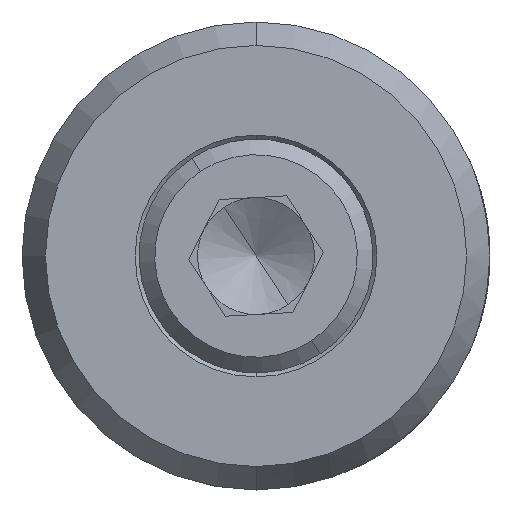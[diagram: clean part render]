
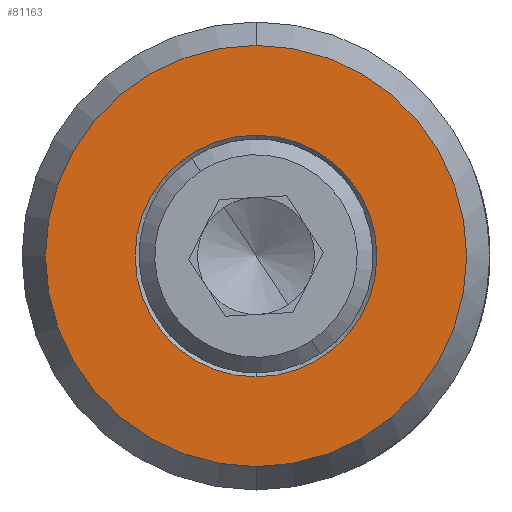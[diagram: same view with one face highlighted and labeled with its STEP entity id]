
A CAD part, front view. The second image highlights one B-rep face of the part: STEP entity #81163.
In plain terms, the highlighted planar face has unit normal (0, -1, 0).
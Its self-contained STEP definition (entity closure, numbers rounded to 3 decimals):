
#1101 = EDGE_LOOP ( 'NONE', ( #13941, #95686 ) ) ;
#7585 = EDGE_LOOP ( 'NONE', ( #22556, #75957 ) ) ;
#11291 = DIRECTION ( 'NONE',  ( 0., 1., 0. ) ) ;
#11755 = PLANE ( 'NONE',  #98612 ) ;
#13941 = ORIENTED_EDGE ( 'NONE', *, *, #55755, .T. ) ;
#14921 = CIRCLE ( 'NONE', #20431, 2.7 ) ;
#16118 = CARTESIAN_POINT ( 'NONE',  ( 0., 0., 0. ) ) ;
#16665 = CARTESIAN_POINT ( 'NONE',  ( 0., 0., 1.55 ) ) ;
#20431 = AXIS2_PLACEMENT_3D ( 'NONE', #46839, #57143, #55434 ) ;
#22556 = ORIENTED_EDGE ( 'NONE', *, *, #61790, .T. ) ;
#27109 = CARTESIAN_POINT ( 'NONE',  ( 0., 0., -1.55 ) ) ;
#31343 = DIRECTION ( 'NONE',  ( 0., -1., 0. ) ) ;
#34775 = CIRCLE ( 'NONE', #89657, 2.7 ) ;
#37017 = FACE_OUTER_BOUND ( 'NONE', #1101, .T. ) ;
#38133 = DIRECTION ( 'NONE',  ( 0., 1., 0. ) ) ;
#38952 = CIRCLE ( 'NONE', #104771, 1.55 ) ;
#41780 = CIRCLE ( 'NONE', #52778, 1.55 ) ;
#41850 = VERTEX_POINT ( 'NONE', #27109 ) ;
#46839 = CARTESIAN_POINT ( 'NONE',  ( 0., 0., 0. ) ) ;
#49365 = VERTEX_POINT ( 'NONE', #16665 ) ;
#50268 = EDGE_CURVE ( 'NONE', #49365, #41850, #41780, .T. ) ;
#51109 = DIRECTION ( 'NONE',  ( 0., 1., 0. ) ) ;
#52778 = AXIS2_PLACEMENT_3D ( 'NONE', #16118, #51109, #61962 ) ;
#53971 = CARTESIAN_POINT ( 'NONE',  ( 0., 0., -2.7 ) ) ;
#55434 = DIRECTION ( 'NONE',  ( 0., 0., 1. ) ) ;
#55755 = EDGE_CURVE ( 'NONE', #97190, #104493, #14921, .T. ) ;
#57143 = DIRECTION ( 'NONE',  ( 0., -1., 0. ) ) ;
#58866 = CARTESIAN_POINT ( 'NONE',  ( 0., 0., 2.7 ) ) ;
#61790 = EDGE_CURVE ( 'NONE', #41850, #49365, #38952, .T. ) ;
#61962 = DIRECTION ( 'NONE',  ( 0., 0., 1. ) ) ;
#63936 = FACE_BOUND ( 'NONE', #7585, .T. ) ;
#71984 = CARTESIAN_POINT ( 'NONE',  ( 0., 0., 0. ) ) ;
#75957 = ORIENTED_EDGE ( 'NONE', *, *, #50268, .T. ) ;
#81163 = ADVANCED_FACE ( 'NONE', ( #63936, #37017 ), #11755, .F. ) ;
#81245 = DIRECTION ( 'NONE',  ( 0., 0., 1. ) ) ;
#83519 = CARTESIAN_POINT ( 'NONE',  ( 0., 0., 0. ) ) ;
#89657 = AXIS2_PLACEMENT_3D ( 'NONE', #83519, #31343, #93221 ) ;
#89814 = CARTESIAN_POINT ( 'NONE',  ( 0., 0., 0. ) ) ;
#93221 = DIRECTION ( 'NONE',  ( 0., 0., 1. ) ) ;
#94913 = EDGE_CURVE ( 'NONE', #104493, #97190, #34775, .T. ) ;
#95686 = ORIENTED_EDGE ( 'NONE', *, *, #94913, .T. ) ;
#97190 = VERTEX_POINT ( 'NONE', #58866 ) ;
#98612 = AXIS2_PLACEMENT_3D ( 'NONE', #71984, #38133, #106903 ) ;
#104493 = VERTEX_POINT ( 'NONE', #53971 ) ;
#104771 = AXIS2_PLACEMENT_3D ( 'NONE', #89814, #11291, #81245 ) ;
#106903 = DIRECTION ( 'NONE',  ( 0., 0., 1. ) ) ;
